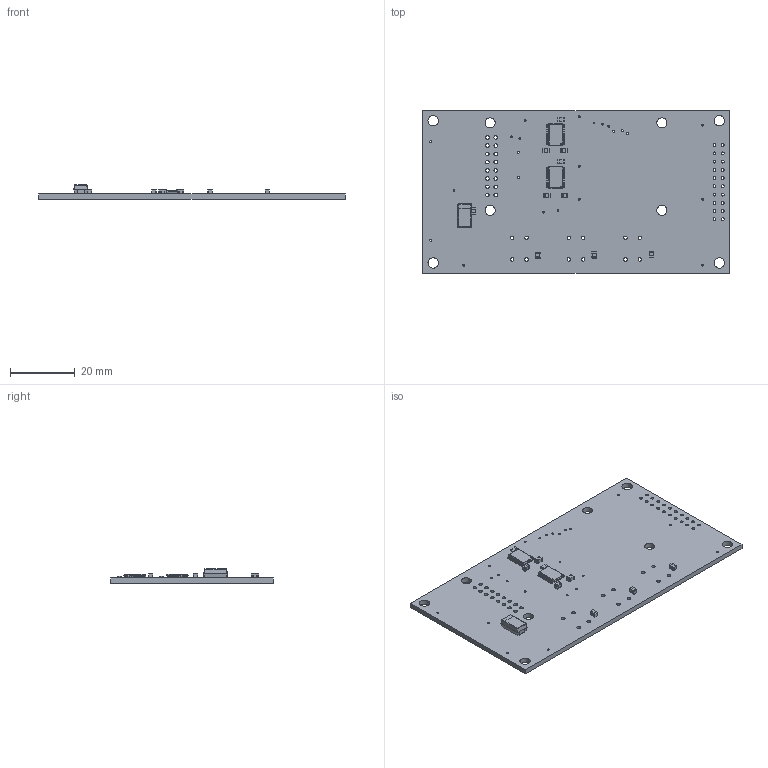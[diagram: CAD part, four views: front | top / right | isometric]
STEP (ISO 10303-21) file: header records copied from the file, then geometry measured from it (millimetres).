
FILE_DESCRIPTION(('for Geomagic Design'),'2;1');
FILE_NAME( 'posit_hmi_rev1.step', '2022-01-08T11:50:50',('maxim'),(''),'Open CASCADE STEP processor 6.6' ,'DipTrace','Unknown');
FILE_SCHEMA(('AUTOMOTIVE_DESIGN { 1 0 10303 214 1 1 1 1 }'));
Length unit declared in the file: millimetre
Products named in the file (29): PCB_posit_hmi_rev1; Board_posit_hmi_rev1; cap_0805; tc_7343; res_0805; tssop-20; SHELL
Assembly tree (37 placements, depth 3):
  PCB_posit_hmi_rev1
    Board_posit_hmi_rev1
    cap_0805  x8
    tc_7343
    res_0805  x2
    tssop-20  x2
      SHELL
      SHELL
      SHELL
      SHELL
      SHELL
      SHELL
      SHELL
      SHELL
      SHELL
      SHELL
      SHELL
      SHELL
      SHELL
      SHELL
      SHELL
      SHELL
      SHELL
      SHELL
      SHELL
      SHELL
      SHELL
      SHELL
      SHELL
Bounding box: 94.61 x 50.16 x 4.4 mm (x, y, z)
Volume: 7479.8 mm3; surface area: 10727.5 mm2
Topology: 12 solids, 58 shells, 935 faces, 2098 edges, 1272 vertices
Faces by surface type: plane 628, bspline 208, cylinder 83, sphere 16
Full cylindrical faces by diameter (mm): 0.4 x2, 0.401 x2, 0.6 x23, 0.9 x20, 1.1 x28, 3.1 x4, 3.2 x4
Entity records: 16635 total; most frequent: CARTESIAN_POINT 4898, ORIENTED_EDGE 1872, DIRECTION 1514, EDGE_CURVE 936, VERTEX_POINT 588, FACE_BOUND 564, EDGE_LOOP 564, AXIS2_PLACEMENT_3D 522
